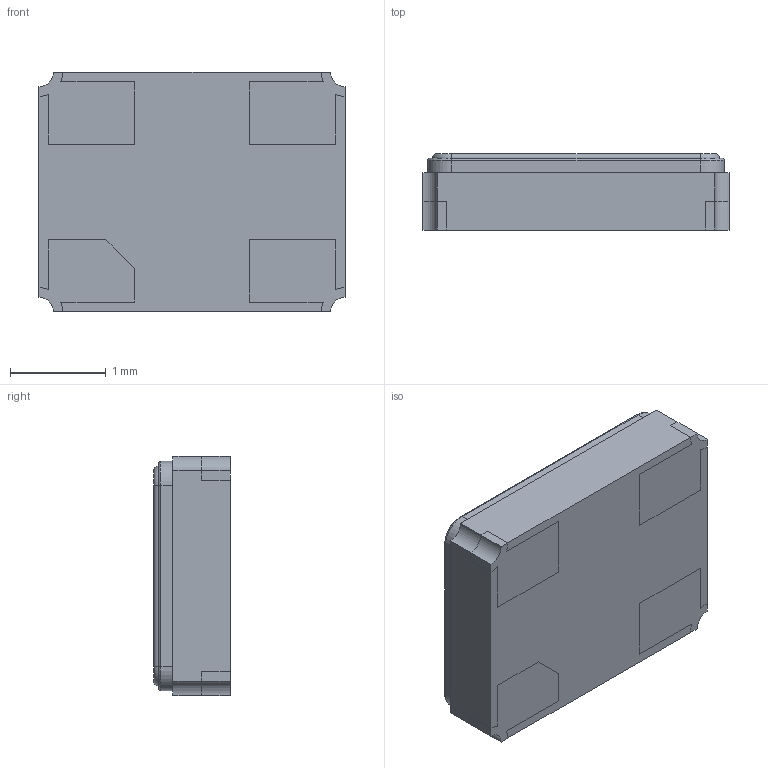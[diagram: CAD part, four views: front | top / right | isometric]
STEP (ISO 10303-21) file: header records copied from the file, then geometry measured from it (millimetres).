
FILE_DESCRIPTION (( 'STEP AP214' ), '1' );
FILE_NAME ('ECS-540-8-33-JTN-TR.STEP', '2019-11-18T14:31:58', ( '' ), ( '' ), 'SwSTEP 2.0', 'SolidWorks 2017', '' );
FILE_SCHEMA (( 'AUTOMOTIVE_DESIGN' ));
Length unit declared in the file: millimetre
Products named in the file (1): ECS-540-8-33-JTN-TR
Bounding box: 3.2 x 0.8 x 2.5 mm (x, y, z)
Volume: 6.2 mm3; surface area: 54.1 mm2
Topology: 7 solids, 7 shells, 128 faces, 326 edges, 212 vertices
Faces by surface type: plane 76, cylinder 44, torus 8
Entity records: 3950 total; most frequent: DIRECTION 680, CARTESIAN_POINT 667, ORIENTED_EDGE 652, EDGE_CURVE 326, VECTOR 230, LINE 230, AXIS2_PLACEMENT_3D 225, VERTEX_POINT 212
